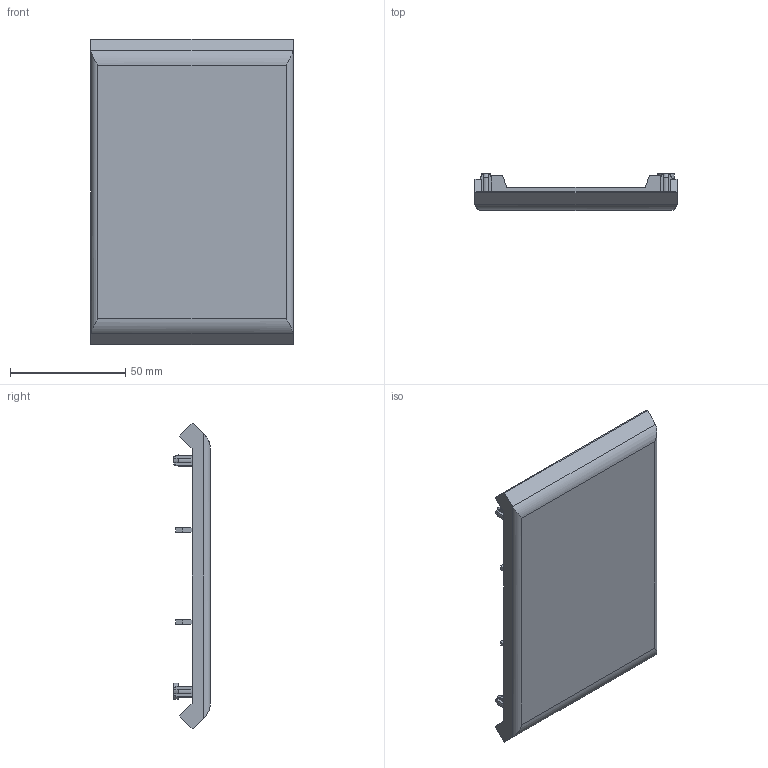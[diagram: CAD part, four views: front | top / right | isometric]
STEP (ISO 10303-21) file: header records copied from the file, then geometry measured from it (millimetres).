
FILE_DESCRIPTION (( 'STEP AP203' ), '1' );
FILE_NAME ('40-230-1.stp', '2022-02-07T19:33:38', ( '' ), ( '' ), 'SwSTEP 2.0', 'SolidWorks 2021', '' );
FILE_SCHEMA (( 'CONFIG_CONTROL_DESIGN' ));
Length unit declared in the file: millimetre
Products named in the file (1): 40-230-1
Bounding box: 87.6 x 16 x 132.2 mm (x, y, z)
Volume: 41775.9 mm3; surface area: 30714.8 mm2
Topology: 1 solids, 1 shells, 144 faces, 420 edges, 275 vertices
Faces by surface type: plane 97, cylinder 28, cone 19
Entity records: 4994 total; most frequent: CARTESIAN_POINT 1110, ORIENTED_EDGE 840, DIRECTION 741, EDGE_CURVE 420, VECTOR 309, LINE 309, VERTEX_POINT 275, AXIS2_PLACEMENT_3D 216
